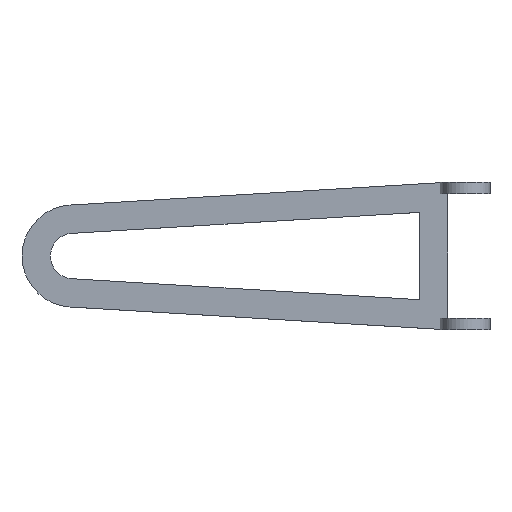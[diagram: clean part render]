
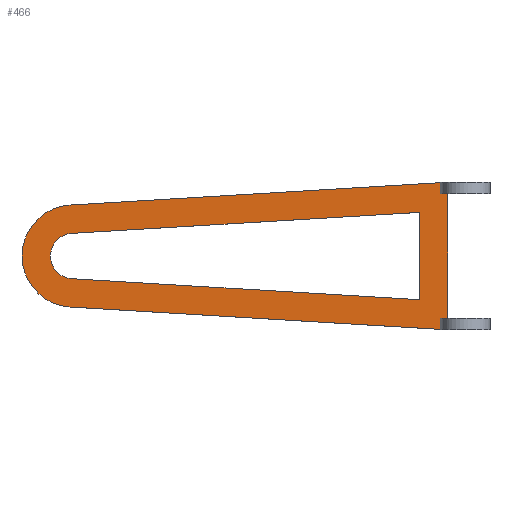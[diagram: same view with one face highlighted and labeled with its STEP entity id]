
A CAD part, top view. The second image highlights one B-rep face of the part: STEP entity #466.
In plain terms, the highlighted planar face has unit normal (0, 0, 1).
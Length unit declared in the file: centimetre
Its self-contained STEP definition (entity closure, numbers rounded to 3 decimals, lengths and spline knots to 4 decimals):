
#18=FACE_BOUND('',#77,.T.);
#32=PLANE('',#496);
#52=FACE_OUTER_BOUND('',#76,.T.);
#76=EDGE_LOOP('',(#360,#361,#362,#363,#364,#365,#366,#367));
#77=EDGE_LOOP('',(#368,#369,#370,#371));
#102=LINE('',#658,#154);
#105=LINE('',#664,#157);
#108=LINE('',#669,#160);
#115=LINE('',#683,#167);
#118=LINE('',#694,#170);
#123=LINE('',#705,#175);
#126=LINE('',#711,#178);
#127=LINE('',#713,#179);
#128=LINE('',#714,#180);
#129=LINE('',#715,#181);
#154=VECTOR('',#532,6.1353);
#157=VECTOR('',#537,1.5378);
#160=VECTOR('',#542,6.1352);
#167=VECTOR('',#551,6.5379);
#170=VECTOR('',#562,6.5379);
#175=VECTOR('',#569,2.2);
#178=VECTOR('',#574,0.1923);
#179=VECTOR('',#575,0.1923);
#180=VECTOR('',#576,0.1282);
#181=VECTOR('',#577,0.1282);
#204=CIRCLE('',#485,0.4);
#206=CIRCLE('',#492,0.9);
#216=VERTEX_POINT('',#648);
#217=VERTEX_POINT('',#649);
#220=VERTEX_POINT('',#657);
#222=VERTEX_POINT('',#663);
#225=VERTEX_POINT('',#673);
#229=VERTEX_POINT('',#681);
#230=VERTEX_POINT('',#685);
#232=VERTEX_POINT('',#691);
#236=VERTEX_POINT('',#701);
#238=VERTEX_POINT('',#704);
#240=VERTEX_POINT('',#710);
#241=VERTEX_POINT('',#712);
#260=EDGE_CURVE('',#216,#217,#204,.T.);
#264=EDGE_CURVE('',#217,#220,#102,.T.);
#267=EDGE_CURVE('',#220,#222,#105,.T.);
#270=EDGE_CURVE('',#222,#216,#108,.T.);
#277=EDGE_CURVE('',#225,#229,#115,.T.);
#278=EDGE_CURVE('',#229,#230,#206,.T.);
#282=EDGE_CURVE('',#232,#230,#118,.T.);
#287=EDGE_CURVE('',#238,#236,#123,.T.);
#290=EDGE_CURVE('',#225,#240,#126,.T.);
#291=EDGE_CURVE('',#241,#232,#127,.T.);
#292=EDGE_CURVE('',#238,#241,#128,.T.);
#293=EDGE_CURVE('',#240,#236,#129,.T.);
#360=ORIENTED_EDGE('',*,*,#290,.F.);
#361=ORIENTED_EDGE('',*,*,#277,.T.);
#362=ORIENTED_EDGE('',*,*,#278,.T.);
#363=ORIENTED_EDGE('',*,*,#282,.F.);
#364=ORIENTED_EDGE('',*,*,#291,.F.);
#365=ORIENTED_EDGE('',*,*,#292,.F.);
#366=ORIENTED_EDGE('',*,*,#287,.T.);
#367=ORIENTED_EDGE('',*,*,#293,.F.);
#368=ORIENTED_EDGE('',*,*,#267,.T.);
#369=ORIENTED_EDGE('',*,*,#270,.T.);
#370=ORIENTED_EDGE('',*,*,#260,.T.);
#371=ORIENTED_EDGE('',*,*,#264,.T.);
#466=ADVANCED_FACE('',(#52,#18),#32,.T.);
#485=AXIS2_PLACEMENT_3D('',#650,#524,#525);
#492=AXIS2_PLACEMENT_3D('',#686,#554,#555);
#496=AXIS2_PLACEMENT_3D('',#709,#572,#573);
#524=DIRECTION('center_axis',(0.,0.,-1.));
#525=DIRECTION('ref_axis',(-0.06,-0.998,0.));
#532=DIRECTION('',(0.998,0.06,0.));
#537=DIRECTION('',(0.,-1.,0.));
#542=DIRECTION('',(-0.998,0.06,0.));
#551=DIRECTION('',(-0.998,-0.06,0.));
#554=DIRECTION('center_axis',(0.,0.,1.));
#555=DIRECTION('ref_axis',(-0.06,0.998,0.));
#562=DIRECTION('',(-0.998,0.06,0.));
#569=DIRECTION('',(0.,1.,0.));
#572=DIRECTION('center_axis',(0.,0.,1.));
#573=DIRECTION('ref_axis',(1.,0.,0.));
#574=DIRECTION('',(0.,-1.,0.));
#575=DIRECTION('',(0.,-1.,0.));
#576=DIRECTION('',(-1.,0.,0.));
#577=DIRECTION('',(1.,0.,0.));
#648=CARTESIAN_POINT('',(-7.6041,0.7306,8.7));
#649=CARTESIAN_POINT('',(-7.6041,1.5292,8.7));
#650=CARTESIAN_POINT('Origin',(-7.58,1.1299,8.7));
#657=CARTESIAN_POINT('',(-1.48,1.8989,8.7));
#658=CARTESIAN_POINT('',(-3.1222,1.7998,8.7));
#663=CARTESIAN_POINT('',(-1.48,0.3611,8.7));
#664=CARTESIAN_POINT('',(-1.48,0.7455,8.7));
#669=CARTESIAN_POINT('',(-6.1843,0.6449,8.7));
#673=CARTESIAN_POINT('',(-1.1082,2.4223,8.7));
#681=CARTESIAN_POINT('',(-7.6342,2.0283,8.7));
#683=CARTESIAN_POINT('',(-0.98,2.43,8.7));
#685=CARTESIAN_POINT('',(-7.6342,0.2315,8.7));
#686=CARTESIAN_POINT('Origin',(-7.58,1.1299,8.7));
#691=CARTESIAN_POINT('',(-1.1082,-0.1623,8.7));
#694=CARTESIAN_POINT('',(-0.98,-0.17,8.7));
#701=CARTESIAN_POINT('',(-0.98,2.23,8.7));
#704=CARTESIAN_POINT('',(-0.98,0.03,8.7));
#705=CARTESIAN_POINT('',(-0.98,-0.17,8.7));
#709=CARTESIAN_POINT('Origin',(-4.73,1.13,8.7));
#710=CARTESIAN_POINT('',(-1.1082,2.23,8.7));
#711=CARTESIAN_POINT('',(-1.1082,1.68,8.7));
#712=CARTESIAN_POINT('',(-1.1082,0.03,8.7));
#713=CARTESIAN_POINT('',(-1.1082,0.48,8.7));
#714=CARTESIAN_POINT('',(-2.7125,0.03,8.7));
#715=CARTESIAN_POINT('',(-2.7125,2.23,8.7));
